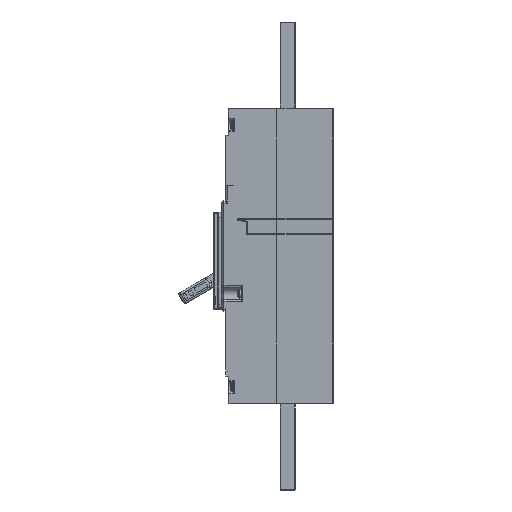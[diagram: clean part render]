
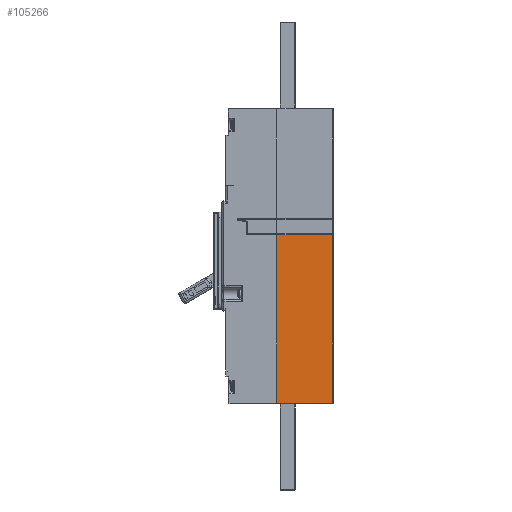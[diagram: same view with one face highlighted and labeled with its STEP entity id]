
A CAD part, left-side view. The second image highlights one B-rep face of the part: STEP entity #105266.
In plain terms, the highlighted planar face has unit normal (-1, 0, 0).
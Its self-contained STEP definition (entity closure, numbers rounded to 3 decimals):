
#98855=DIRECTION('',(0.,-1.,0.));
#98856=VECTOR('',#98855,51.6);
#98857=CARTESIAN_POINT('',(-105.,52.,-136.1));
#98858=LINE('',#98857,#98856);
#98869=DIRECTION('',(0.,0.,1.));
#98870=VECTOR('',#98869,155.7);
#98871=CARTESIAN_POINT('',(-105.,52.,-136.1));
#98872=LINE('',#98871,#98870);
#98883=DIRECTION('',(0.,0.,1.));
#98884=VECTOR('',#98883,155.7);
#98885=CARTESIAN_POINT('',(-105.,0.4,-136.1));
#98886=LINE('',#98885,#98884);
#98914=DIRECTION('',(0.,1.,0.));
#98915=VECTOR('',#98914,51.6);
#98916=CARTESIAN_POINT('',(-105.,0.4,19.6));
#98917=LINE('',#98916,#98915);
#103783=CARTESIAN_POINT('',(-105.,52.,-136.1));
#103784=CARTESIAN_POINT('',(-105.,52.,19.6));
#103785=VERTEX_POINT('',#103783);
#103786=VERTEX_POINT('',#103784);
#103859=CARTESIAN_POINT('',(-105.,0.4,-136.1));
#103860=CARTESIAN_POINT('',(-105.,0.4,19.6));
#103861=VERTEX_POINT('',#103859);
#103862=VERTEX_POINT('',#103860);
#105253=CARTESIAN_POINT('',(-105.,0.4,-136.1));
#105254=DIRECTION('',(1.,0.,0.));
#105255=DIRECTION('',(0.,0.,-1.));
#105256=AXIS2_PLACEMENT_3D('',#105253,#105254,#105255);
#105257=PLANE('',#105256);
#105259=ORIENTED_EDGE('',*,*,#105258,.F.);
#105260=ORIENTED_EDGE('',*,*,#105246,.F.);
#105261=ORIENTED_EDGE('',*,*,#104017,.T.);
#105263=ORIENTED_EDGE('',*,*,#105262,.F.);
#105264=EDGE_LOOP('',(#105259,#105260,#105261,#105263));
#105265=FACE_OUTER_BOUND('',#105264,.F.);
#104017=EDGE_CURVE('',#103785,#103786,#98872,.T.);
#105246=EDGE_CURVE('',#103785,#103861,#98858,.T.);
#105258=EDGE_CURVE('',#103861,#103862,#98886,.T.);
#105262=EDGE_CURVE('',#103862,#103786,#98917,.T.);
#105266=ADVANCED_FACE('',(#105265),#105257,.F.);
